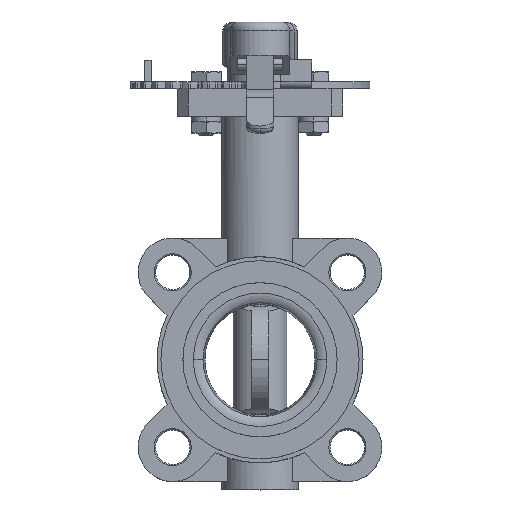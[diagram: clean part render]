
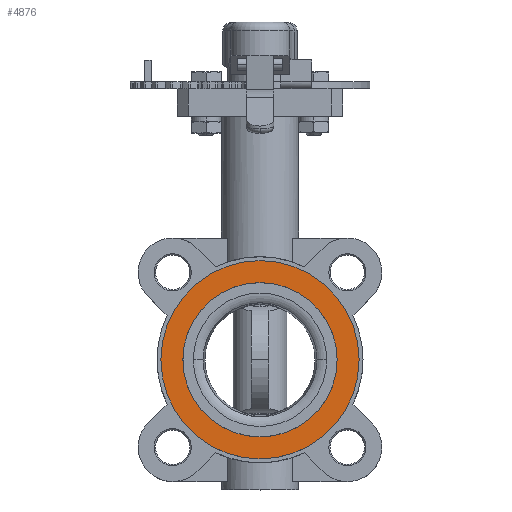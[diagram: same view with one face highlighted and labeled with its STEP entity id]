
A CAD part, top view. The second image highlights one B-rep face of the part: STEP entity #4876.
In plain terms, the highlighted planar face has unit normal (0, 0, 1).
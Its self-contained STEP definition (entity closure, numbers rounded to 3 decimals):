
#578 = ORIENTED_EDGE ( 'NONE', *, *, #18275, .F. ) ;
#622 = DIRECTION ( 'NONE',  ( 0., 0., 1. ) ) ;
#789 = PLANE ( 'NONE',  #3708 ) ;
#1930 = CIRCLE ( 'NONE', #10550, 35.585 ) ;
#2339 = CARTESIAN_POINT ( 'NONE',  ( 0., 0., 20.32 ) ) ;
#2430 = DIRECTION ( 'NONE',  ( 0., 0., -1. ) ) ;
#2508 = CARTESIAN_POINT ( 'NONE',  ( 45.72, 0., 20.32 ) ) ;
#3017 = CARTESIAN_POINT ( 'NONE',  ( 0., 0., 20.32 ) ) ;
#3108 = VERTEX_POINT ( 'NONE', #13913 ) ;
#3331 = EDGE_CURVE ( 'NONE', #6778, #3108, #1930, .T. ) ;
#3408 = EDGE_LOOP ( 'NONE', ( #578, #14321 ) ) ;
#3472 = AXIS2_PLACEMENT_3D ( 'NONE', #13961, #8211, #5407 ) ;
#3642 = DIRECTION ( 'NONE',  ( 0., 0., 1. ) ) ;
#3708 = AXIS2_PLACEMENT_3D ( 'NONE', #16368, #3642, #6343 ) ;
#3921 = CARTESIAN_POINT ( 'NONE',  ( -35.585, 0., 20.32 ) ) ;
#4838 = ORIENTED_EDGE ( 'NONE', *, *, #17111, .F. ) ;
#4876 = ADVANCED_FACE ( 'NONE', ( #7830, #10987 ), #789, .T. ) ;
#5407 = DIRECTION ( 'NONE',  ( -1., 0., 0. ) ) ;
#5728 = DIRECTION ( 'NONE',  ( 0., 0., 1. ) ) ;
#6343 = DIRECTION ( 'NONE',  ( 1., 0., 0. ) ) ;
#6778 = VERTEX_POINT ( 'NONE', #3921 ) ;
#7024 = DIRECTION ( 'NONE',  ( 1., 0., 0. ) ) ;
#7050 = CIRCLE ( 'NONE', #10911, 45.72 ) ;
#7609 = CIRCLE ( 'NONE', #3472, 45.72 ) ;
#7830 = FACE_BOUND ( 'NONE', #3408, .T. ) ;
#8026 = EDGE_LOOP ( 'NONE', ( #4838, #17305 ) ) ;
#8211 = DIRECTION ( 'NONE',  ( 0., 0., -1. ) ) ;
#8266 = CIRCLE ( 'NONE', #15388, 35.585 ) ;
#8591 = CARTESIAN_POINT ( 'NONE',  ( -45.72, 0., 20.32 ) ) ;
#9404 = DIRECTION ( 'NONE',  ( -1., 0., 0. ) ) ;
#10550 = AXIS2_PLACEMENT_3D ( 'NONE', #13247, #622, #17784 ) ;
#10911 = AXIS2_PLACEMENT_3D ( 'NONE', #2339, #2430, #9404 ) ;
#10987 = FACE_OUTER_BOUND ( 'NONE', #8026, .T. ) ;
#12625 = VERTEX_POINT ( 'NONE', #8591 ) ;
#12742 = VERTEX_POINT ( 'NONE', #2508 ) ;
#13247 = CARTESIAN_POINT ( 'NONE',  ( 0., 0., 20.32 ) ) ;
#13913 = CARTESIAN_POINT ( 'NONE',  ( 35.585, 0., 20.32 ) ) ;
#13961 = CARTESIAN_POINT ( 'NONE',  ( 0., 0., 20.32 ) ) ;
#14321 = ORIENTED_EDGE ( 'NONE', *, *, #3331, .F. ) ;
#15388 = AXIS2_PLACEMENT_3D ( 'NONE', #3017, #5728, #7024 ) ;
#16368 = CARTESIAN_POINT ( 'NONE',  ( 0., -35.56, 20.32 ) ) ;
#17111 = EDGE_CURVE ( 'NONE', #12625, #12742, #7609, .T. ) ;
#17305 = ORIENTED_EDGE ( 'NONE', *, *, #17502, .F. ) ;
#17502 = EDGE_CURVE ( 'NONE', #12742, #12625, #7050, .T. ) ;
#17784 = DIRECTION ( 'NONE',  ( 1., 0., 0. ) ) ;
#18275 = EDGE_CURVE ( 'NONE', #3108, #6778, #8266, .T. ) ;
